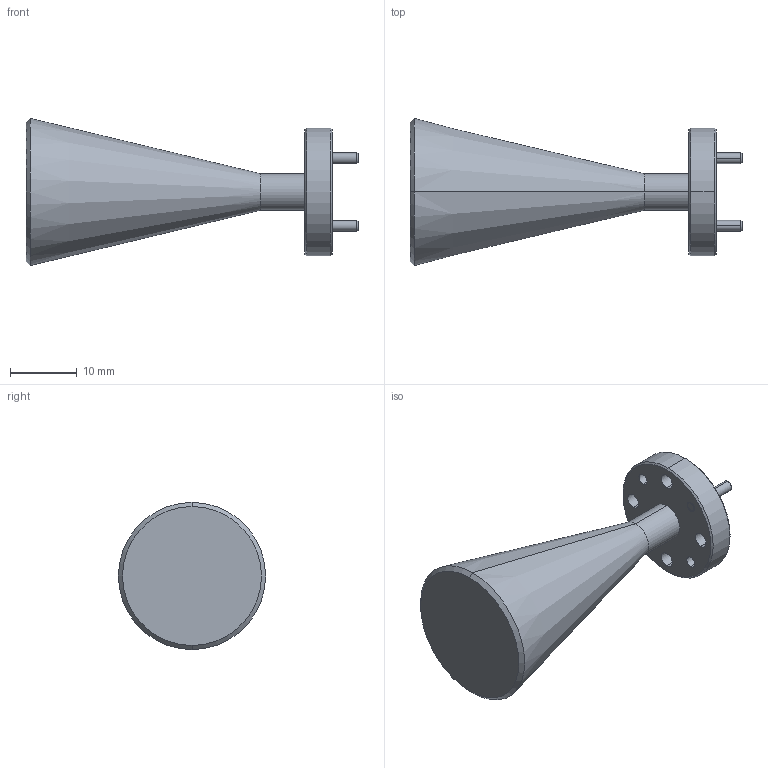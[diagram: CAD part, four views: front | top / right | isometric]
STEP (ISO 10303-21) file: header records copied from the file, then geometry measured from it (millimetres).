
FILE_DESCRIPTION (( 'STEP AP203' ), '1' );
FILE_NAME ('AC-RW2-094-A.STEP', '2022-03-10T22:14:20', ( '' ), ( '' ), 'SwSTEP 2.0', 'SolidWorks 2021', '' );
FILE_SCHEMA (( 'CONFIG_CONTROL_DESIGN' ));
Length unit declared in the file: inch
Products named in the file (3): DMAC-10-404-A1; AC-RW2-094-A; PHW-DPXXXX-Y_PHW-DP0631-W
Assembly tree (3 placements, depth 2):
  AC-RW2-094-A
    DMAC-10-404-A1
    PHW-DPXXXX-Y_PHW-DP0631-W  x2
Bounding box: 49.59 x 21.98 x 21.98 mm (x, y, z)
Volume: 7066.2 mm3; surface area: 3077.5 mm2
Topology: 3 solids, 3 shells, 80 faces, 186 edges, 116 vertices
Faces by surface type: cylinder 38, cone 24, plane 18
Entity records: 2491 total; most frequent: DIRECTION 428, CARTESIAN_POINT 358, ORIENTED_EDGE 344, AXIS2_PLACEMENT_3D 178, EDGE_CURVE 172, VERTEX_POINT 108, CIRCLE 100, EDGE_LOOP 92
